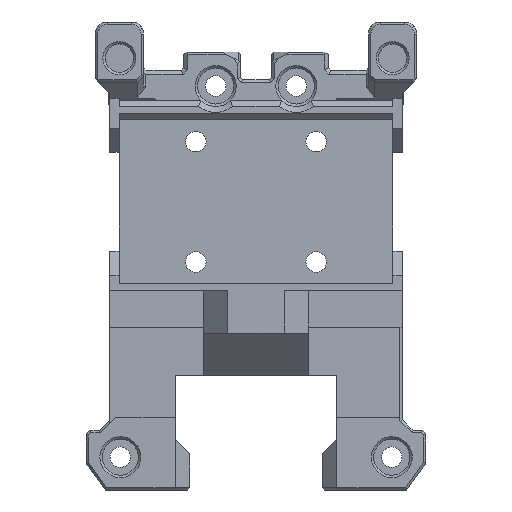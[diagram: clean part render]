
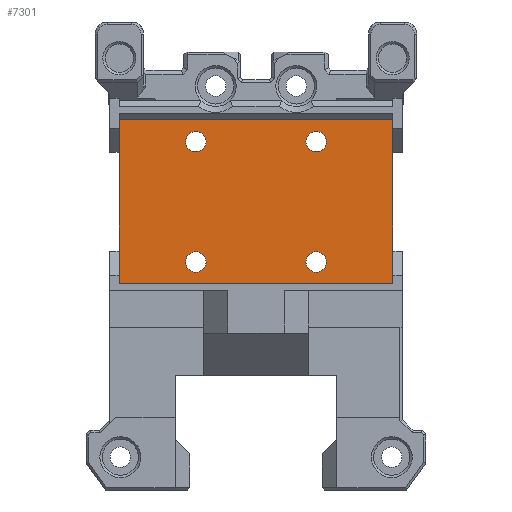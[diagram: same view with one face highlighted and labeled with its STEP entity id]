
A CAD part, left-side view. The second image highlights one B-rep face of the part: STEP entity #7301.
In plain terms, the highlighted planar face has unit normal (-1, 0, 0).
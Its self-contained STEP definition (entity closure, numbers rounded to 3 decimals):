
#25=FACE_BOUND('',#918,.T.);
#26=FACE_BOUND('',#919,.T.);
#27=FACE_BOUND('',#920,.T.);
#28=FACE_BOUND('',#921,.T.);
#155=PLANE('',#7775);
#505=FACE_OUTER_BOUND('',#917,.T.);
#917=EDGE_LOOP('',(#5401,#5402,#5403,#5404,#5405,#5406,#5407,#5408));
#918=EDGE_LOOP('',(#5409));
#919=EDGE_LOOP('',(#5410));
#920=EDGE_LOOP('',(#5411));
#921=EDGE_LOOP('',(#5412));
#1295=LINE('',#10288,#2209);
#1302=LINE('',#10333,#2216);
#1441=LINE('',#10663,#2355);
#1454=LINE('',#10687,#2368);
#1472=LINE('',#10721,#2386);
#1475=LINE('',#10726,#2389);
#1493=LINE('',#10757,#2407);
#1495=LINE('',#10761,#2409);
#2209=VECTOR('',#8265,10.);
#2216=VECTOR('',#8298,10.);
#2355=VECTOR('',#8539,10.);
#2368=VECTOR('',#8560,10.);
#2386=VECTOR('',#8586,10.);
#2389=VECTOR('',#8591,10.);
#2407=VECTOR('',#8619,10.);
#2409=VECTOR('',#8625,10.);
#3137=CIRCLE('',#7776,1.7);
#3138=CIRCLE('',#7777,1.7);
#3139=CIRCLE('',#7778,1.7);
#3140=CIRCLE('',#7779,1.7);
#3274=VERTEX_POINT('',#10285);
#3275=VERTEX_POINT('',#10287);
#3290=VERTEX_POINT('',#10330);
#3291=VERTEX_POINT('',#10332);
#3408=VERTEX_POINT('',#10660);
#3409=VERTEX_POINT('',#10662);
#3428=VERTEX_POINT('',#10719);
#3429=VERTEX_POINT('',#10725);
#3438=VERTEX_POINT('',#10762);
#3439=VERTEX_POINT('',#10764);
#3440=VERTEX_POINT('',#10766);
#3441=VERTEX_POINT('',#10768);
#3956=EDGE_CURVE('',#3275,#3274,#1295,.T.);
#3975=EDGE_CURVE('',#3291,#3290,#1302,.T.);
#4129=EDGE_CURVE('',#3408,#3409,#1441,.T.);
#4142=EDGE_CURVE('',#3409,#3290,#1454,.T.);
#4160=EDGE_CURVE('',#3428,#3274,#1472,.T.);
#4163=EDGE_CURVE('',#3291,#3429,#1475,.T.);
#4181=EDGE_CURVE('',#3275,#3408,#1493,.T.);
#4183=EDGE_CURVE('',#3429,#3428,#1495,.T.);
#4184=EDGE_CURVE('',#3438,#3438,#3137,.T.);
#4185=EDGE_CURVE('',#3439,#3439,#3138,.T.);
#4186=EDGE_CURVE('',#3440,#3440,#3139,.T.);
#4187=EDGE_CURVE('',#3441,#3441,#3140,.T.);
#5401=ORIENTED_EDGE('',*,*,#4129,.F.);
#5402=ORIENTED_EDGE('',*,*,#4181,.F.);
#5403=ORIENTED_EDGE('',*,*,#3956,.T.);
#5404=ORIENTED_EDGE('',*,*,#4160,.F.);
#5405=ORIENTED_EDGE('',*,*,#4183,.F.);
#5406=ORIENTED_EDGE('',*,*,#4163,.F.);
#5407=ORIENTED_EDGE('',*,*,#3975,.T.);
#5408=ORIENTED_EDGE('',*,*,#4142,.F.);
#5409=ORIENTED_EDGE('',*,*,#4184,.T.);
#5410=ORIENTED_EDGE('',*,*,#4185,.T.);
#5411=ORIENTED_EDGE('',*,*,#4186,.T.);
#5412=ORIENTED_EDGE('',*,*,#4187,.T.);
#7301=ADVANCED_FACE('',(#505,#25,#26,#27,#28),#155,.T.);
#7775=AXIS2_PLACEMENT_3D('',#10760,#8623,#8624);
#7776=AXIS2_PLACEMENT_3D('',#10763,#8626,#8627);
#7777=AXIS2_PLACEMENT_3D('',#10765,#8628,#8629);
#7778=AXIS2_PLACEMENT_3D('',#10767,#8630,#8631);
#7779=AXIS2_PLACEMENT_3D('',#10769,#8632,#8633);
#8265=DIRECTION('',(0.,0.,-1.));
#8298=DIRECTION('',(0.,0.,1.));
#8539=DIRECTION('',(0.,-1.,0.));
#8560=DIRECTION('',(0.,0.,-1.));
#8586=DIRECTION('',(0.,0.,1.));
#8591=DIRECTION('',(0.,0.,-1.));
#8619=DIRECTION('',(0.,0.,1.));
#8623=DIRECTION('center_axis',(-1.,0.,0.));
#8624=DIRECTION('ref_axis',(0.,-1.,0.));
#8625=DIRECTION('',(0.,1.,0.));
#8626=DIRECTION('center_axis',(1.,0.,0.));
#8627=DIRECTION('ref_axis',(0.,0.,
1.));
#8628=DIRECTION('center_axis',(1.,0.,0.));
#8629=DIRECTION('ref_axis',(0.,0.,
1.));
#8630=DIRECTION('center_axis',(1.,0.,0.));
#8631=DIRECTION('ref_axis',(0.,0.,
1.));
#8632=DIRECTION('center_axis',(1.,0.,0.));
#8633=DIRECTION('ref_axis',(0.,0.,1.));
#10285=CARTESIAN_POINT('',(131.85,100.435,6.45));
#10287=CARTESIAN_POINT('',(131.85,100.435,22.85));
#10288=CARTESIAN_POINT('',(131.85,100.435,3.48));
#10330=CARTESIAN_POINT('',(131.85,54.935,22.85));
#10332=CARTESIAN_POINT('',(131.85,54.935,6.45));
#10333=CARTESIAN_POINT('',(131.85,54.935,6.72));
#10660=CARTESIAN_POINT('',(131.85,100.435,28.25));
#10662=CARTESIAN_POINT('',(131.85,54.935,28.25));
#10663=CARTESIAN_POINT('',(131.85,101.778,28.25));
#10687=CARTESIAN_POINT('',(131.85,54.935,6.72));
#10719=CARTESIAN_POINT('',(131.85,100.435,1.05));
#10721=CARTESIAN_POINT('',(131.85,100.435,3.48));
#10725=CARTESIAN_POINT('',(131.85,54.935,1.05));
#10726=CARTESIAN_POINT('',(131.85,54.935,6.72));
#10757=CARTESIAN_POINT('',(131.85,100.435,3.48));
#10760=CARTESIAN_POINT('Origin',(131.85,100.435,6.45));
#10761=CARTESIAN_POINT('',(131.85,76.367,1.05));
#10762=CARTESIAN_POINT('',(131.85,87.685,2.95));
#10763=CARTESIAN_POINT('Origin',(131.85,87.685,4.65));
#10764=CARTESIAN_POINT('',(131.85,67.685,22.95));
#10765=CARTESIAN_POINT('Origin',(131.85,67.685,24.65));
#10766=CARTESIAN_POINT('',(131.85,67.685,2.95));
#10767=CARTESIAN_POINT('Origin',(131.85,67.685,4.65));
#10768=CARTESIAN_POINT('',(131.85,87.685,22.95));
#10769=CARTESIAN_POINT('Origin',(131.85,87.685,24.65));
